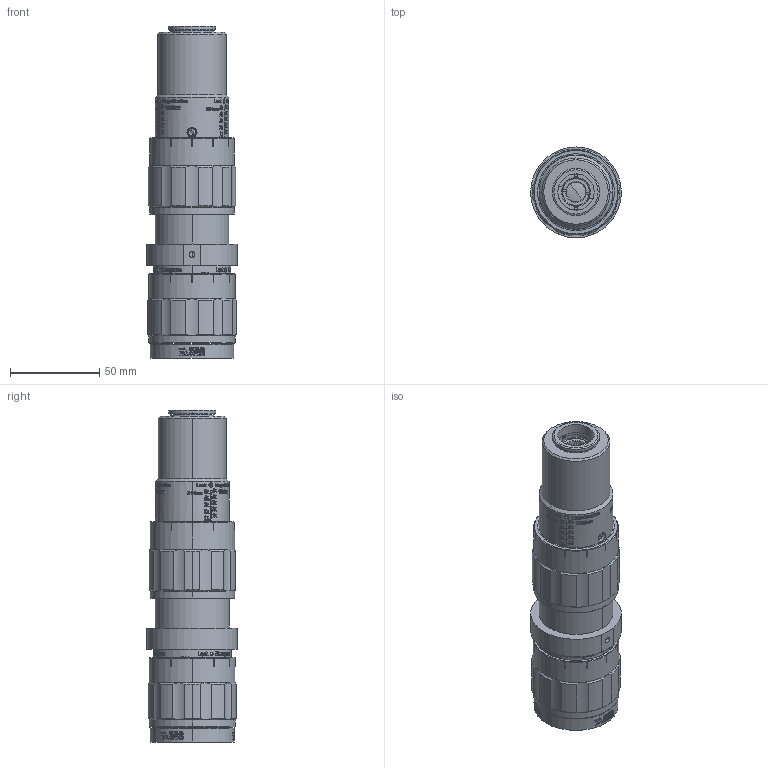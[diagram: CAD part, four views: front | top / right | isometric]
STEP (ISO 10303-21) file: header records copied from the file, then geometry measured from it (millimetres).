
FILE_DESCRIPTION (( 'STEP AP203' ), '1' );
FILE_NAME ('24-N05-I-0000-00.STEP', '2024-01-23T10:14:04', ( '' ), ( '' ), 'SwSTEP 2.0', 'SolidWorks 2022', '' );
FILE_SCHEMA (( 'CONFIG_CONTROL_DESIGN' ));
Products named in the file (1): 24-N05-I-0000-00
Bounding box: 50.8 x 50.4 x 185.78 mm (x, y, z)
Surface area: 36433.7 mm2 (no closed solid volume)
Topology: 0 solids, 136 shells, 1216 faces, 10669 edges, 9364 vertices
Faces by surface type: plane 468, cylinder 413, bspline 288, cone 38, torus 5, sphere 4
Entity records: 177574 total; most frequent: CARTESIAN_POINT 113605, ORIENTED_EDGE 12486, EDGE_CURVE 10669, VERTEX_POINT 9364, DIRECTION 8799, B_SPLINE_CURVE_WITH_KNOTS 5698, VECTOR 3001, LINE 3001
